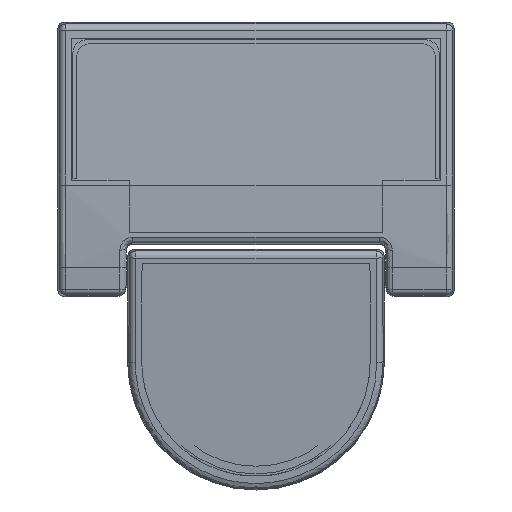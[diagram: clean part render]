
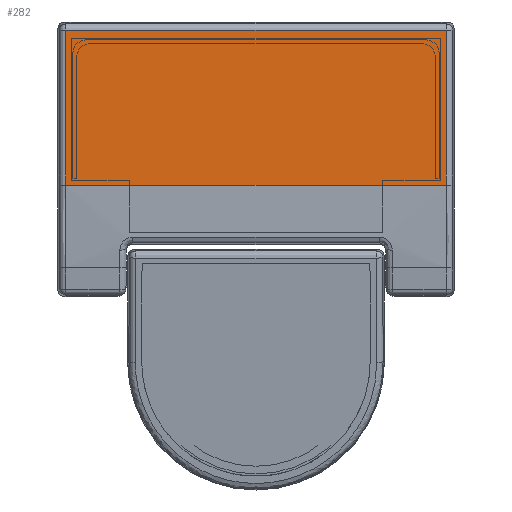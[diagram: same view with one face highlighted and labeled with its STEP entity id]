
A CAD part, front view. The second image highlights one B-rep face of the part: STEP entity #282.
In plain terms, the highlighted planar face has unit normal (0, -1, 0).
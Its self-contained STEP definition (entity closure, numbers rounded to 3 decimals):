
#282 = ADVANCED_FACE ( 'NONE', ( #3682 ), #5395, .F. ) ;
#973 = ORIENTED_EDGE ( 'NONE', *, *, #5347, .T. ) ;
#1374 = DIRECTION ( 'NONE',  ( 1., 0., 0. ) ) ;
#2236 = CARTESIAN_POINT ( 'NONE',  ( 29.626, -583.425, -25.389 ) ) ;
#2384 = CARTESIAN_POINT ( 'NONE',  ( -29.626, -583.425, -25.389 ) ) ;
#2445 = VECTOR ( 'NONE', #4999, 1000. ) ;
#3243 = DIRECTION ( 'NONE',  ( 0., 0., 1. ) ) ;
#3425 = CARTESIAN_POINT ( 'NONE',  ( 29.626, -583.425, -25.389 ) ) ;
#3441 = EDGE_CURVE ( 'NONE', #8320, #3931, #6913, .T. ) ;
#3682 = FACE_OUTER_BOUND ( 'NONE', #7935, .T. ) ;
#3931 = VERTEX_POINT ( 'NONE', #2236 ) ;
#4383 = LINE ( 'NONE', #3425, #4775 ) ;
#4775 = VECTOR ( 'NONE', #3243, 1000. ) ;
#4921 = LINE ( 'NONE', #8635, #2445 ) ;
#4989 = VECTOR ( 'NONE', #8214, 1000. ) ;
#4999 = DIRECTION ( 'NONE',  ( -1., 0., 0. ) ) ;
#5347 = EDGE_CURVE ( 'NONE', #3931, #8523, #4383, .T. ) ;
#5352 = CARTESIAN_POINT ( 'NONE',  ( -29.626, -583.425, -25.389 ) ) ;
#5395 = PLANE ( 'NONE',  #11935 ) ;
#6075 = EDGE_CURVE ( 'NONE', #8523, #10957, #4921, .T. ) ;
#6827 = EDGE_CURVE ( 'NONE', #10957, #8320, #10839, .T. ) ;
#6913 = LINE ( 'NONE', #2384, #10965 ) ;
#7935 = EDGE_LOOP ( 'NONE', ( #973, #10285, #10036, #8125 ) ) ;
#8125 = ORIENTED_EDGE ( 'NONE', *, *, #3441, .T. ) ;
#8214 = DIRECTION ( 'NONE',  ( 0., 0., -1. ) ) ;
#8320 = VERTEX_POINT ( 'NONE', #5352 ) ;
#8523 = VERTEX_POINT ( 'NONE', #10009 ) ;
#8635 = CARTESIAN_POINT ( 'NONE',  ( 29.626, -583.425, -1.274 ) ) ;
#9422 = CARTESIAN_POINT ( 'NONE',  ( -29.626, -583.425, -1.274 ) ) ;
#10009 = CARTESIAN_POINT ( 'NONE',  ( 29.626, -583.425, -1.274 ) ) ;
#10036 = ORIENTED_EDGE ( 'NONE', *, *, #6827, .T. ) ;
#10136 = CARTESIAN_POINT ( 'NONE',  ( -29.626, -583.425, -1.274 ) ) ;
#10201 = DIRECTION ( 'NONE',  ( 1., 0., 0. ) ) ;
#10285 = ORIENTED_EDGE ( 'NONE', *, *, #6075, .T. ) ;
#10324 = DIRECTION ( 'NONE',  ( 0., 1., 0. ) ) ;
#10839 = LINE ( 'NONE', #9422, #4989 ) ;
#10957 = VERTEX_POINT ( 'NONE', #10136 ) ;
#10965 = VECTOR ( 'NONE', #1374, 1000. ) ;
#11338 = CARTESIAN_POINT ( 'NONE',  ( 29.9, -583.425, -35.17 ) ) ;
#11935 = AXIS2_PLACEMENT_3D ( 'NONE', #11338, #10324, #10201 ) ;
